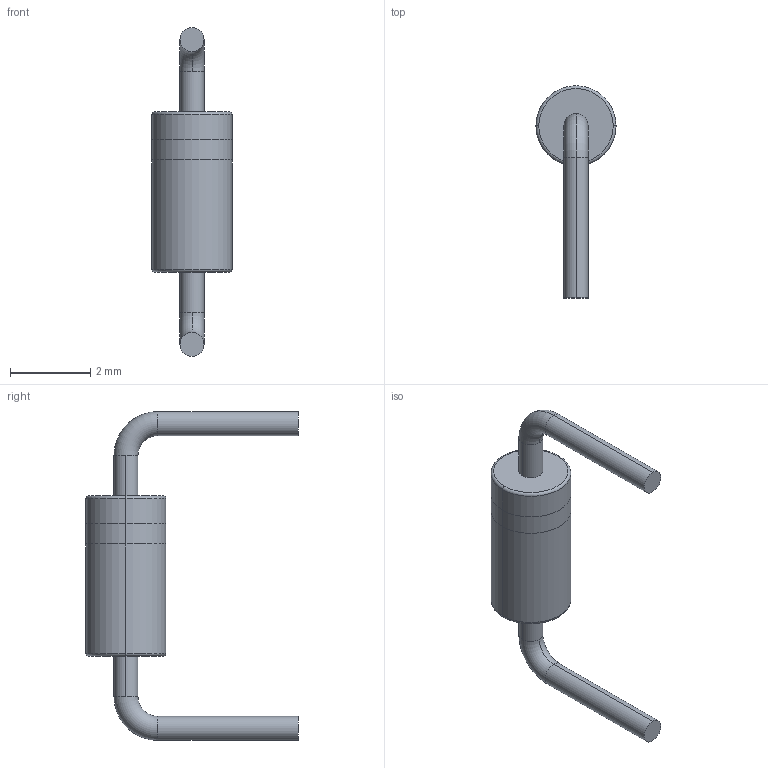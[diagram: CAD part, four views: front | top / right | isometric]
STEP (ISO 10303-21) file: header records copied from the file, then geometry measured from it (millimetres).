
FILE_DESCRIPTION (( 'STEP AP214' ), '1' );
FILE_NAME ('0FFEA35F-8525-40F8-B1A7-9A09D015817C.STEP', '2024-03-14T13:37:54', ( '' ), ( '' ), 'SwSTEP 2.0', 'SolidWorks 2022', '' );
FILE_SCHEMA (( 'AUTOMOTIVE_DESIGN' ));
Length unit declared in the file: millimetre
Products named in the file (1): 0FFEA35F-8525-40F8-B1A7-9A09D015817C
Bounding box: 2 x 5.3 x 8.22 mm (x, y, z)
Volume: 15.8 mm3; surface area: 52.8 mm2
Topology: 1 solids, 1 shells, 26 faces, 54 edges, 32 vertices
Faces by surface type: cylinder 14, torus 8, plane 4
Entity records: 1022 total; most frequent: DIRECTION 148, CARTESIAN_POINT 113, ORIENTED_EDGE 108, AXIS2_PLACEMENT_3D 67, EDGE_CURVE 54, CIRCLE 40, VERTEX_POINT 32, UNCERTAINTY_MEASURE_WITH_UNIT 29
